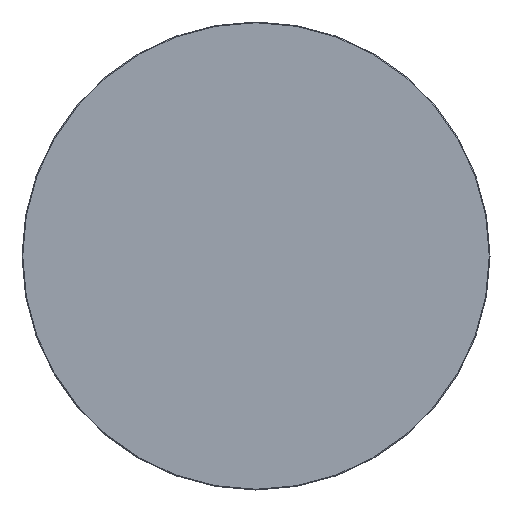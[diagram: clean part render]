
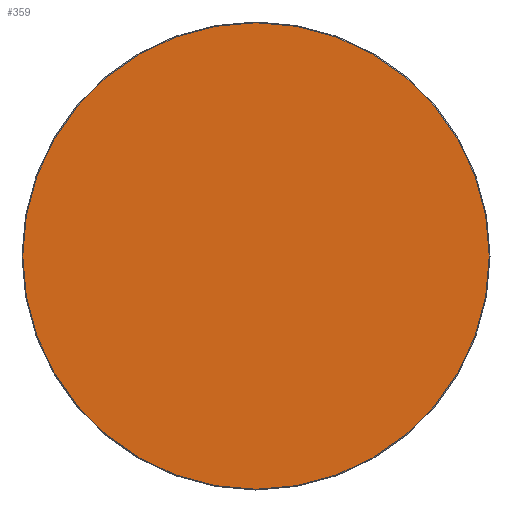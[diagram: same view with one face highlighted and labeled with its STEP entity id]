
A CAD part, left-side view. The second image highlights one B-rep face of the part: STEP entity #359.
In plain terms, the highlighted planar face has unit normal (-1, 0, 0).
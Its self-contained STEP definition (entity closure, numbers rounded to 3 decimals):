
#49 = EDGE_LOOP ( 'NONE', ( #1720, #1087 ) ) ;
#74 = DIRECTION ( 'NONE',  ( -1., 0., 0. ) ) ;
#133 = CIRCLE ( 'NONE', #433, 93.7 ) ;
#179 = PLANE ( 'NONE',  #1209 ) ;
#217 = DIRECTION ( 'NONE',  ( 0., 0., 1. ) ) ;
#274 = DIRECTION ( 'NONE',  ( 0., 0., 1. ) ) ;
#359 = ADVANCED_FACE ( 'NONE', ( #774 ), #179, .F. ) ;
#360 = CARTESIAN_POINT ( 'NONE',  ( 0., 0., 0. ) ) ;
#431 = CIRCLE ( 'NONE', #1139, 93.7 ) ;
#433 = AXIS2_PLACEMENT_3D ( 'NONE', #360, #74, #217 ) ;
#480 = VERTEX_POINT ( 'NONE', #1516 ) ;
#533 = CARTESIAN_POINT ( 'NONE',  ( 0., 0., -93.7 ) ) ;
#572 = CARTESIAN_POINT ( 'NONE',  ( 0., 0., 0. ) ) ;
#768 = DIRECTION ( 'NONE',  ( 0., 0., -1. ) ) ;
#774 = FACE_OUTER_BOUND ( 'NONE', #49, .T. ) ;
#776 = CARTESIAN_POINT ( 'NONE',  ( 0., 0., 0. ) ) ;
#940 = EDGE_CURVE ( 'NONE', #480, #1707, #133, .T. ) ;
#1087 = ORIENTED_EDGE ( 'NONE', *, *, #940, .T. ) ;
#1139 = AXIS2_PLACEMENT_3D ( 'NONE', #572, #1431, #274 ) ;
#1191 = DIRECTION ( 'NONE',  ( 1., 0., 0. ) ) ;
#1209 = AXIS2_PLACEMENT_3D ( 'NONE', #776, #1191, #768 ) ;
#1343 = EDGE_CURVE ( 'NONE', #1707, #480, #431, .T. ) ;
#1431 = DIRECTION ( 'NONE',  ( -1., 0., 0. ) ) ;
#1516 = CARTESIAN_POINT ( 'NONE',  ( 0., 0., 93.7 ) ) ;
#1707 = VERTEX_POINT ( 'NONE', #533 ) ;
#1720 = ORIENTED_EDGE ( 'NONE', *, *, #1343, .T. ) ;
